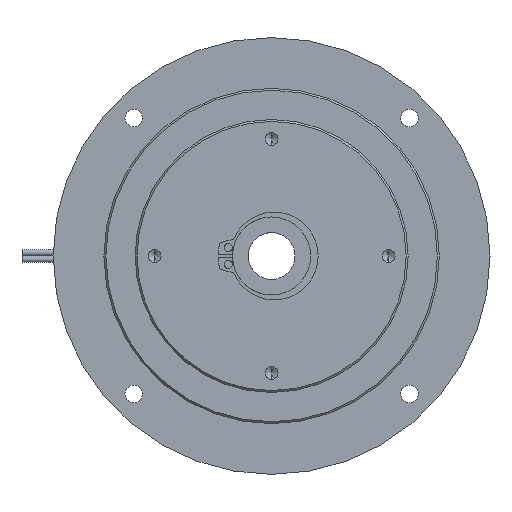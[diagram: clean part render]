
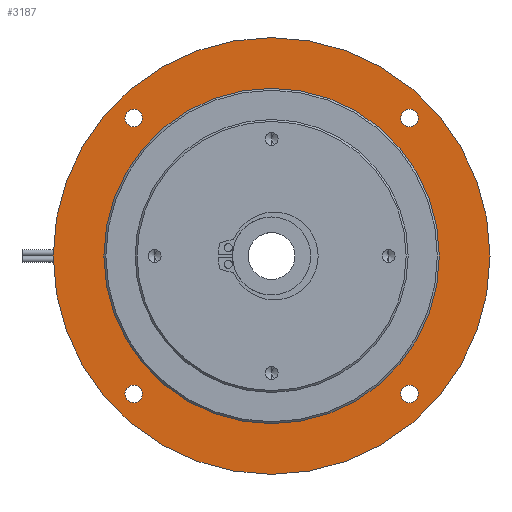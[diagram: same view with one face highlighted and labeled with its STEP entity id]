
A CAD part, left-side view. The second image highlights one B-rep face of the part: STEP entity #3187.
In plain terms, the highlighted planar face has unit normal (-1, 0, 0).
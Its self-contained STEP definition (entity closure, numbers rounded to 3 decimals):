
#91 = CARTESIAN_POINT ( 'NONE',  ( 0., -35.355, -35.355 ) ) ;
#97 = ORIENTED_EDGE ( 'NONE', *, *, #3064, .F. ) ;
#111 = VERTEX_POINT ( 'NONE', #265 ) ;
#120 = FACE_BOUND ( 'NONE', #1497, .T. ) ;
#131 = DIRECTION ( 'NONE',  ( 0., 0., 1. ) ) ;
#183 = AXIS2_PLACEMENT_3D ( 'NONE', #2083, #4294, #5597 ) ;
#265 = CARTESIAN_POINT ( 'NONE',  ( 0., -35.355, -37.605 ) ) ;
#277 = VERTEX_POINT ( 'NONE', #2521 ) ;
#314 = AXIS2_PLACEMENT_3D ( 'NONE', #91, #2679, #131 ) ;
#319 = DIRECTION ( 'NONE',  ( 0., 0., 1. ) ) ;
#402 = CIRCLE ( 'NONE', #1077, 56. ) ;
#518 = EDGE_LOOP ( 'NONE', ( #1162, #5582 ) ) ;
#547 = CARTESIAN_POINT ( 'NONE',  ( 0., 0., 56. ) ) ;
#600 = DIRECTION ( 'NONE',  ( -1., 0., 0. ) ) ;
#675 = CARTESIAN_POINT ( 'NONE',  ( 0., -35.355, -33.105 ) ) ;
#685 = CIRCLE ( 'NONE', #3359, 2.25 ) ;
#689 = ORIENTED_EDGE ( 'NONE', *, *, #1320, .F. ) ;
#730 = CARTESIAN_POINT ( 'NONE',  ( 0., -35.355, 37.605 ) ) ;
#980 = CARTESIAN_POINT ( 'NONE',  ( 0., 0., 0. ) ) ;
#995 = PLANE ( 'NONE',  #5003 ) ;
#1005 = AXIS2_PLACEMENT_3D ( 'NONE', #4368, #5233, #1783 ) ;
#1042 = VERTEX_POINT ( 'NONE', #2952 ) ;
#1077 = AXIS2_PLACEMENT_3D ( 'NONE', #4662, #3844, #3768 ) ;
#1115 = AXIS2_PLACEMENT_3D ( 'NONE', #1281, #4707, #2973 ) ;
#1149 = ORIENTED_EDGE ( 'NONE', *, *, #2427, .F. ) ;
#1162 = ORIENTED_EDGE ( 'NONE', *, *, #3584, .T. ) ;
#1172 = EDGE_CURVE ( 'NONE', #111, #5040, #5460, .T. ) ;
#1222 = AXIS2_PLACEMENT_3D ( 'NONE', #2336, #5426, #319 ) ;
#1281 = CARTESIAN_POINT ( 'NONE',  ( 0., 35.355, 35.355 ) ) ;
#1284 = CARTESIAN_POINT ( 'NONE',  ( 0., 35.355, 33.105 ) ) ;
#1320 = EDGE_CURVE ( 'NONE', #2697, #5491, #685, .T. ) ;
#1350 = FACE_BOUND ( 'NONE', #4089, .T. ) ;
#1373 = DIRECTION ( 'NONE',  ( -1., 0., 0. ) ) ;
#1412 = FACE_BOUND ( 'NONE', #5001, .T. ) ;
#1457 = ORIENTED_EDGE ( 'NONE', *, *, #1892, .F. ) ;
#1497 = EDGE_LOOP ( 'NONE', ( #689, #1457 ) ) ;
#1519 = DIRECTION ( 'NONE',  ( 1., 0., 0. ) ) ;
#1569 = ORIENTED_EDGE ( 'NONE', *, *, #4214, .F. ) ;
#1600 = CARTESIAN_POINT ( 'NONE',  ( 0., 0., -43. ) ) ;
#1646 = VERTEX_POINT ( 'NONE', #730 ) ;
#1759 = EDGE_CURVE ( 'NONE', #1042, #1646, #3225, .T. ) ;
#1764 = DIRECTION ( 'NONE',  ( -1., 0., 0. ) ) ;
#1783 = DIRECTION ( 'NONE',  ( 0., 0., 1. ) ) ;
#1788 = DIRECTION ( 'NONE',  ( 0., 0., 1. ) ) ;
#1832 = VERTEX_POINT ( 'NONE', #547 ) ;
#1836 = AXIS2_PLACEMENT_3D ( 'NONE', #2357, #2753, #4511 ) ;
#1857 = CIRCLE ( 'NONE', #2151, 2.25 ) ;
#1892 = EDGE_CURVE ( 'NONE', #5491, #2697, #1967, .T. ) ;
#1933 = EDGE_LOOP ( 'NONE', ( #5276, #1149 ) ) ;
#1967 = CIRCLE ( 'NONE', #1836, 2.25 ) ;
#2026 = DIRECTION ( 'NONE',  ( 0., 0., 1. ) ) ;
#2083 = CARTESIAN_POINT ( 'NONE',  ( 0., -35.355, -35.355 ) ) ;
#2151 = AXIS2_PLACEMENT_3D ( 'NONE', #5490, #3750, #2026 ) ;
#2163 = FACE_BOUND ( 'NONE', #1933, .T. ) ;
#2302 = CARTESIAN_POINT ( 'NONE',  ( 0., 35.355, -33.105 ) ) ;
#2336 = CARTESIAN_POINT ( 'NONE',  ( 0., 0., 0. ) ) ;
#2357 = CARTESIAN_POINT ( 'NONE',  ( 0., 35.355, -35.355 ) ) ;
#2371 = ORIENTED_EDGE ( 'NONE', *, *, #1172, .F. ) ;
#2408 = CARTESIAN_POINT ( 'NONE',  ( 0., 35.355, 37.605 ) ) ;
#2427 = EDGE_CURVE ( 'NONE', #2874, #277, #3176, .T. ) ;
#2521 = CARTESIAN_POINT ( 'NONE',  ( 0., 0., 43. ) ) ;
#2586 = DIRECTION ( 'NONE',  ( -1., 0., 0. ) ) ;
#2679 = DIRECTION ( 'NONE',  ( -1., 0., 0. ) ) ;
#2697 = VERTEX_POINT ( 'NONE', #2302 ) ;
#2753 = DIRECTION ( 'NONE',  ( -1., 0., 0. ) ) ;
#2874 = VERTEX_POINT ( 'NONE', #1600 ) ;
#2925 = AXIS2_PLACEMENT_3D ( 'NONE', #4453, #600, #3947 ) ;
#2952 = CARTESIAN_POINT ( 'NONE',  ( 0., -35.355, 33.105 ) ) ;
#2973 = DIRECTION ( 'NONE',  ( 0., 0., 1. ) ) ;
#2992 = CIRCLE ( 'NONE', #1115, 2.25 ) ;
#3064 = EDGE_CURVE ( 'NONE', #1646, #1042, #4435, .T. ) ;
#3176 = CIRCLE ( 'NONE', #1005, 43. ) ;
#3187 = ADVANCED_FACE ( 'NONE', ( #1412, #120, #1350, #2163, #5177, #4780 ), #995, .F. ) ;
#3191 = CIRCLE ( 'NONE', #183, 2.25 ) ;
#3225 = CIRCLE ( 'NONE', #3834, 2.25 ) ;
#3248 = DIRECTION ( 'NONE',  ( 0., 0., -1. ) ) ;
#3359 = AXIS2_PLACEMENT_3D ( 'NONE', #3884, #1764, #3392 ) ;
#3392 = DIRECTION ( 'NONE',  ( 0., 0., 1. ) ) ;
#3502 = DIRECTION ( 'NONE',  ( 0., 0., 1. ) ) ;
#3542 = EDGE_LOOP ( 'NONE', ( #3893, #2371 ) ) ;
#3567 = VERTEX_POINT ( 'NONE', #1284 ) ;
#3584 = EDGE_CURVE ( 'NONE', #1832, #4150, #402, .T. ) ;
#3671 = CIRCLE ( 'NONE', #4905, 43. ) ;
#3682 = EDGE_CURVE ( 'NONE', #277, #2874, #3671, .T. ) ;
#3750 = DIRECTION ( 'NONE',  ( -1., 0., 0. ) ) ;
#3768 = DIRECTION ( 'NONE',  ( 0., 0., 1. ) ) ;
#3834 = AXIS2_PLACEMENT_3D ( 'NONE', #3888, #2586, #1788 ) ;
#3844 = DIRECTION ( 'NONE',  ( -1., 0., 0. ) ) ;
#3884 = CARTESIAN_POINT ( 'NONE',  ( 0., 35.355, -35.355 ) ) ;
#3888 = CARTESIAN_POINT ( 'NONE',  ( 0., -35.355, 35.355 ) ) ;
#3893 = ORIENTED_EDGE ( 'NONE', *, *, #4358, .F. ) ;
#3947 = DIRECTION ( 'NONE',  ( 0., 0., 1. ) ) ;
#4089 = EDGE_LOOP ( 'NONE', ( #1569, #5477 ) ) ;
#4150 = VERTEX_POINT ( 'NONE', #5524 ) ;
#4214 = EDGE_CURVE ( 'NONE', #4608, #3567, #2992, .T. ) ;
#4294 = DIRECTION ( 'NONE',  ( -1., 0., 0. ) ) ;
#4356 = CIRCLE ( 'NONE', #1222, 56. ) ;
#4358 = EDGE_CURVE ( 'NONE', #5040, #111, #3191, .T. ) ;
#4368 = CARTESIAN_POINT ( 'NONE',  ( 0., 0., 0. ) ) ;
#4435 = CIRCLE ( 'NONE', #2925, 2.25 ) ;
#4449 = EDGE_CURVE ( 'NONE', #4150, #1832, #4356, .T. ) ;
#4453 = CARTESIAN_POINT ( 'NONE',  ( 0., -35.355, 35.355 ) ) ;
#4511 = DIRECTION ( 'NONE',  ( 0., 0., 1. ) ) ;
#4608 = VERTEX_POINT ( 'NONE', #2408 ) ;
#4638 = CARTESIAN_POINT ( 'NONE',  ( 0., 0., 0. ) ) ;
#4662 = CARTESIAN_POINT ( 'NONE',  ( 0., 0., 0. ) ) ;
#4707 = DIRECTION ( 'NONE',  ( -1., 0., 0. ) ) ;
#4780 = FACE_BOUND ( 'NONE', #3542, .T. ) ;
#4905 = AXIS2_PLACEMENT_3D ( 'NONE', #980, #1373, #3502 ) ;
#4980 = CARTESIAN_POINT ( 'NONE',  ( 0., 35.355, -37.605 ) ) ;
#5001 = EDGE_LOOP ( 'NONE', ( #97, #5452 ) ) ;
#5003 = AXIS2_PLACEMENT_3D ( 'NONE', #4638, #1519, #3248 ) ;
#5040 = VERTEX_POINT ( 'NONE', #675 ) ;
#5177 = FACE_OUTER_BOUND ( 'NONE', #518, .T. ) ;
#5233 = DIRECTION ( 'NONE',  ( -1., 0., 0. ) ) ;
#5276 = ORIENTED_EDGE ( 'NONE', *, *, #3682, .F. ) ;
#5426 = DIRECTION ( 'NONE',  ( -1., 0., 0. ) ) ;
#5452 = ORIENTED_EDGE ( 'NONE', *, *, #1759, .F. ) ;
#5460 = CIRCLE ( 'NONE', #314, 2.25 ) ;
#5477 = ORIENTED_EDGE ( 'NONE', *, *, #5569, .F. ) ;
#5490 = CARTESIAN_POINT ( 'NONE',  ( 0., 35.355, 35.355 ) ) ;
#5491 = VERTEX_POINT ( 'NONE', #4980 ) ;
#5524 = CARTESIAN_POINT ( 'NONE',  ( 0., 0., -56. ) ) ;
#5569 = EDGE_CURVE ( 'NONE', #3567, #4608, #1857, .T. ) ;
#5582 = ORIENTED_EDGE ( 'NONE', *, *, #4449, .T. ) ;
#5597 = DIRECTION ( 'NONE',  ( 0., 0., 1. ) ) ;
